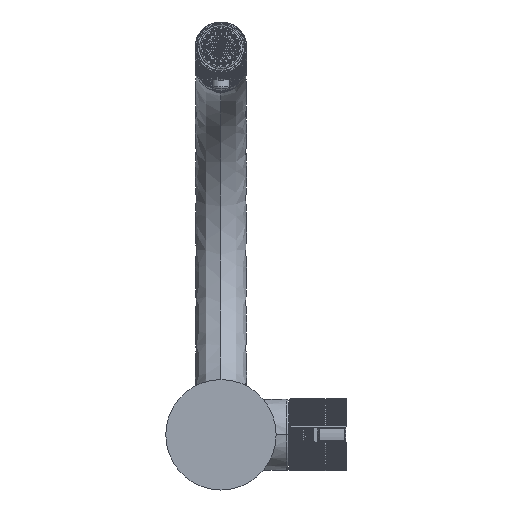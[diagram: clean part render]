
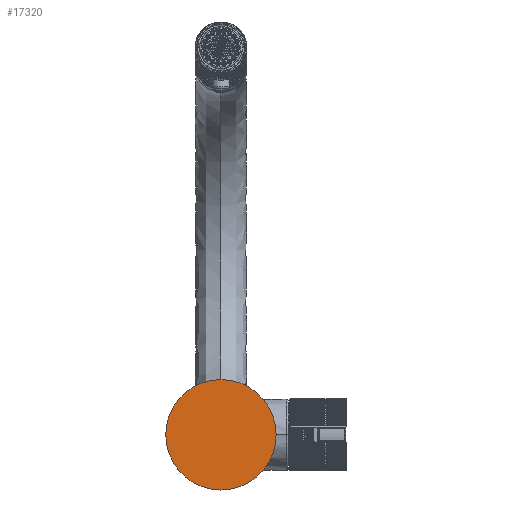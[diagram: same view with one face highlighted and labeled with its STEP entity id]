
A CAD part, front view. The second image highlights one B-rep face of the part: STEP entity #17320.
In plain terms, the highlighted planar face has unit normal (0, -1, 0).
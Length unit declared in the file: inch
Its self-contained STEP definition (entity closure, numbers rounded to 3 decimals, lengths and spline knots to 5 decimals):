
#17165=CARTESIAN_POINT('',(0.,0.,0.));
#17166=DIRECTION('',(0.,-1.,0.));
#17167=DIRECTION('',(-1.,0.,0.));
#17168=AXIS2_PLACEMENT_3D('',#17165,#17166,#17167);
#17170=CARTESIAN_POINT('',(0.,0.,0.));
#17171=DIRECTION('',(0.,1.,0.));
#17172=DIRECTION('',(-1.,0.,0.));
#17173=AXIS2_PLACEMENT_3D('',#17170,#17171,#17172);
#17281=CARTESIAN_POINT('',(-1.215,0.,0.));
#17282=CARTESIAN_POINT('',(1.215,0.,0.));
#17283=VERTEX_POINT('',#17281);
#17284=VERTEX_POINT('',#17282);
#17309=CARTESIAN_POINT('',(0.,0.,0.));
#17310=DIRECTION('',(0.,-1.,0.));
#17311=DIRECTION('',(-1.,0.,0.));
#17312=AXIS2_PLACEMENT_3D('',#17309,#17310,#17311);
#17313=PLANE('',#17312);
#17315=ORIENTED_EDGE('',*,*,#17314,.F.);
#17317=ORIENTED_EDGE('',*,*,#17316,.T.);
#17318=EDGE_LOOP('',(#17315,#17317));
#17319=FACE_OUTER_BOUND('',#17318,.F.);
#17320=ADVANCED_FACE('',(#17319),#17313,.T.);
#17169=CIRCLE('',#17168,1.215);
#17174=CIRCLE('',#17173,1.215);
#17314=EDGE_CURVE('',#17283,#17284,#17169,.T.);
#17316=EDGE_CURVE('',#17283,#17284,#17174,.T.);
